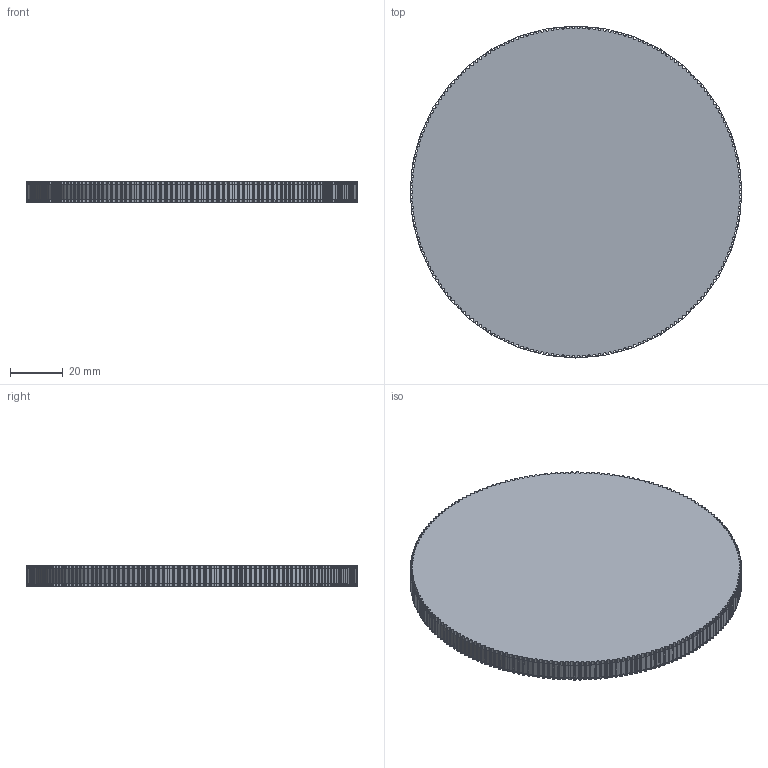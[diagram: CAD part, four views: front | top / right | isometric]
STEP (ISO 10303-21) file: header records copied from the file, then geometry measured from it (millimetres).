
FILE_DESCRIPTION('2;1');
FILE_NAME(/* name */ 'gt2_pulley_t198.stp',/* time_stamp */ '2022-07-26T01:27:56+09:00',/* author */ (''),/* organization */ (''),/* preprocessor_version */ '',/* originating_system */ '',/* authorisation */ '');
FILE_SCHEMA (('AP203_CONFIGURATION_CONTROLLED_3D_DESIGN_OF_MECHANICAL_PARTS_AND_ASSEMBLIES_MIM_LF { 1 0 10303 403 2 1 2}'));
Length unit declared in the file: millimetre
Products named in the file (1): gt2_pulley_t198
Bounding box: 126.05 x 126.05 x 8 mm (x, y, z)
Volume: 97876.2 mm3; surface area: 31310.2 mm2
Topology: 1 solids, 2 shells, 795 faces, 2379 edges, 1586 vertices
Faces by surface type: cylinder 793, plane 2
Full cylindrical faces by diameter (mm): 126.051 x1
Entity records: 27878 total; most frequent: DIRECTION 5556, CARTESIAN_POINT 4760, ORIENTED_EDGE 4754, AXIS2_PLACEMENT_3D 2382, EDGE_CURVE 2378, VERTEX_POINT 1586, CIRCLE 1586, EDGE_LOOP 796
